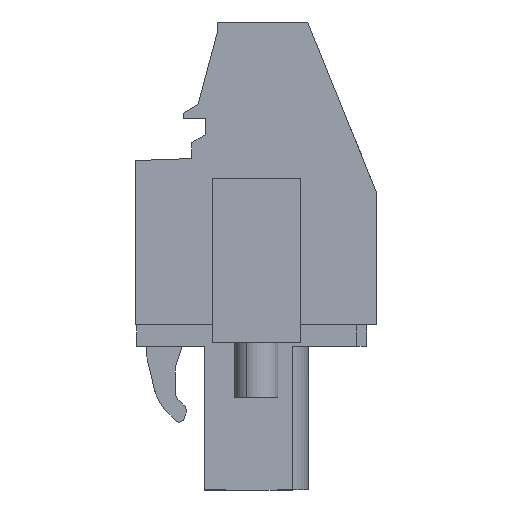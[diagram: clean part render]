
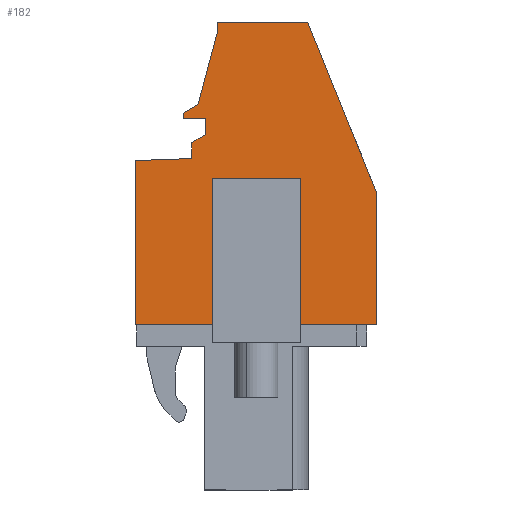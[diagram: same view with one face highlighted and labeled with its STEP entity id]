
A CAD part, left-side view. The second image highlights one B-rep face of the part: STEP entity #182.
In plain terms, the highlighted planar face has unit normal (-1, 0, 0).
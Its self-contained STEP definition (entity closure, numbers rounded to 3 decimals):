
#34=AXIS2_PLACEMENT_3D('Plane Axis2P3D',#31,#32,#33) ;
#31=CARTESIAN_POINT('Axis2P3D Location',(4.9,14.05,0.)) ;
#36=CARTESIAN_POINT('Line Origine',(4.9,9.54,13.849)) ;
#40=CARTESIAN_POINT('Vertex',(4.9,9.54,18.099)) ;
#42=CARTESIAN_POINT('Vertex',(4.9,9.54,9.599)) ;
#45=CARTESIAN_POINT('Line Origine',(4.9,6.99,18.099)) ;
#49=CARTESIAN_POINT('Vertex',(4.9,4.44,18.099)) ;
#52=CARTESIAN_POINT('Line Origine',(4.9,4.44,13.849)) ;
#56=CARTESIAN_POINT('Vertex',(4.9,4.44,9.599)) ;
#59=CARTESIAN_POINT('Line Origine',(4.9,2.22,9.599)) ;
#63=CARTESIAN_POINT('Vertex',(4.9,0.,9.599)) ;
#66=CARTESIAN_POINT('Line Origine',(4.9,0.,13.424)) ;
#70=CARTESIAN_POINT('Vertex',(4.9,0.,17.249)) ;
#73=CARTESIAN_POINT('Line Origine',(4.9,2.01,22.224)) ;
#77=CARTESIAN_POINT('Vertex',(4.9,4.02,27.199)) ;
#80=CARTESIAN_POINT('Line Origine',(4.9,6.639,27.199)) ;
#84=CARTESIAN_POINT('Vertex',(4.9,9.258,27.199)) ;
#87=CARTESIAN_POINT('Line Origine',(4.9,9.258,26.924)) ;
#91=CARTESIAN_POINT('Vertex',(4.9,9.258,26.649)) ;
#94=CARTESIAN_POINT('Line Origine',(4.9,9.828,24.524)) ;
#98=CARTESIAN_POINT('Vertex',(4.9,10.397,22.399)) ;
#101=CARTESIAN_POINT('Line Origine',(4.9,10.83,22.149)) ;
#105=CARTESIAN_POINT('Vertex',(4.9,11.263,21.899)) ;
#108=CARTESIAN_POINT('Line Origine',(4.9,11.263,21.749)) ;
#112=CARTESIAN_POINT('Vertex',(4.9,11.263,21.599)) ;
#115=CARTESIAN_POINT('Line Origine',(4.9,10.613,21.599)) ;
#119=CARTESIAN_POINT('Vertex',(4.9,9.963,21.599)) ;
#122=CARTESIAN_POINT('Line Origine',(4.9,9.963,21.124)) ;
#126=CARTESIAN_POINT('Vertex',(4.9,9.963,20.649)) ;
#129=CARTESIAN_POINT('Line Origine',(4.9,10.363,20.418)) ;
#133=CARTESIAN_POINT('Vertex',(4.9,10.763,20.187)) ;
#136=CARTESIAN_POINT('Line Origine',(4.9,10.763,19.724)) ;
#140=CARTESIAN_POINT('Vertex',(4.9,10.763,19.262)) ;
#143=CARTESIAN_POINT('Line Origine',(4.9,12.407,19.204)) ;
#147=CARTESIAN_POINT('Vertex',(4.9,14.05,19.147)) ;
#150=CARTESIAN_POINT('Line Origine',(4.9,14.05,14.373)) ;
#154=CARTESIAN_POINT('Vertex',(4.9,14.05,9.599)) ;
#157=CARTESIAN_POINT('Line Origine',(4.9,11.795,9.599)) ;
#32=DIRECTION('Axis2P3D Direction',(1.,0.,0.)) ;
#33=DIRECTION('Axis2P3D XDirection',(0.,0.,1.)) ;
#37=DIRECTION('Vector Direction',(0.,0.,-1.)) ;
#46=DIRECTION('Vector Direction',(0.,-1.,0.)) ;
#53=DIRECTION('Vector Direction',(0.,0.,-1.)) ;
#60=DIRECTION('Vector Direction',(0.,-1.,0.)) ;
#67=DIRECTION('Vector Direction',(0.,0.,1.)) ;
#74=DIRECTION('Vector Direction',(0.,-0.375,-0.927)) ;
#81=DIRECTION('Vector Direction',(0.,1.,0.)) ;
#88=DIRECTION('Vector Direction',(0.,0.,-1.)) ;
#95=DIRECTION('Vector Direction',(0.,0.259,-0.966)) ;
#102=DIRECTION('Vector Direction',(0.,0.866,-0.5)) ;
#109=DIRECTION('Vector Direction',(0.,0.,-1.)) ;
#116=DIRECTION('Vector Direction',(0.,-1.,0.)) ;
#123=DIRECTION('Vector Direction',(0.,0.,-1.)) ;
#130=DIRECTION('Vector Direction',(0.,0.866,-0.5)) ;
#137=DIRECTION('Vector Direction',(0.,0.,-1.)) ;
#144=DIRECTION('Vector Direction',(0.,0.999,-0.035)) ;
#151=DIRECTION('Vector Direction',(0.,0.,1.)) ;
#158=DIRECTION('Vector Direction',(0.,-1.,0.)) ;
#38=VECTOR('Line Direction',#37,1.) ;
#47=VECTOR('Line Direction',#46,1.) ;
#54=VECTOR('Line Direction',#53,1.) ;
#61=VECTOR('Line Direction',#60,1.) ;
#68=VECTOR('Line Direction',#67,1.) ;
#75=VECTOR('Line Direction',#74,1.) ;
#82=VECTOR('Line Direction',#81,1.) ;
#89=VECTOR('Line Direction',#88,1.) ;
#96=VECTOR('Line Direction',#95,1.) ;
#103=VECTOR('Line Direction',#102,1.) ;
#110=VECTOR('Line Direction',#109,1.) ;
#117=VECTOR('Line Direction',#116,1.) ;
#124=VECTOR('Line Direction',#123,1.) ;
#131=VECTOR('Line Direction',#130,1.) ;
#138=VECTOR('Line Direction',#137,1.) ;
#145=VECTOR('Line Direction',#144,1.) ;
#152=VECTOR('Line Direction',#151,1.) ;
#159=VECTOR('Line Direction',#158,1.) ;
#163=ORIENTED_EDGE('',*,*,#44,.F.) ;
#164=ORIENTED_EDGE('',*,*,#51,.F.) ;
#165=ORIENTED_EDGE('',*,*,#58,.T.) ;
#166=ORIENTED_EDGE('',*,*,#65,.F.) ;
#167=ORIENTED_EDGE('',*,*,#72,.F.) ;
#168=ORIENTED_EDGE('',*,*,#79,.F.) ;
#169=ORIENTED_EDGE('',*,*,#86,.F.) ;
#170=ORIENTED_EDGE('',*,*,#93,.F.) ;
#171=ORIENTED_EDGE('',*,*,#100,.F.) ;
#172=ORIENTED_EDGE('',*,*,#107,.F.) ;
#173=ORIENTED_EDGE('',*,*,#114,.F.) ;
#174=ORIENTED_EDGE('',*,*,#121,.F.) ;
#175=ORIENTED_EDGE('',*,*,#128,.F.) ;
#176=ORIENTED_EDGE('',*,*,#135,.F.) ;
#177=ORIENTED_EDGE('',*,*,#142,.F.) ;
#178=ORIENTED_EDGE('',*,*,#149,.F.) ;
#179=ORIENTED_EDGE('',*,*,#156,.F.) ;
#180=ORIENTED_EDGE('',*,*,#161,.F.) ;
#182=ADVANCED_FACE('1959200000',(#181),#35,.F.) ;
#44=EDGE_CURVE('',#41,#43,#39,.T.) ;
#51=EDGE_CURVE('',#50,#41,#48,.F.) ;
#58=EDGE_CURVE('',#50,#57,#55,.T.) ;
#65=EDGE_CURVE('',#64,#57,#62,.F.) ;
#72=EDGE_CURVE('',#71,#64,#69,.F.) ;
#79=EDGE_CURVE('',#78,#71,#76,.T.) ;
#86=EDGE_CURVE('',#85,#78,#83,.F.) ;
#93=EDGE_CURVE('',#92,#85,#90,.F.) ;
#100=EDGE_CURVE('',#99,#92,#97,.F.) ;
#107=EDGE_CURVE('',#106,#99,#104,.F.) ;
#114=EDGE_CURVE('',#113,#106,#111,.F.) ;
#121=EDGE_CURVE('',#120,#113,#118,.F.) ;
#128=EDGE_CURVE('',#127,#120,#125,.F.) ;
#135=EDGE_CURVE('',#134,#127,#132,.F.) ;
#142=EDGE_CURVE('',#141,#134,#139,.F.) ;
#149=EDGE_CURVE('',#148,#141,#146,.F.) ;
#156=EDGE_CURVE('',#155,#148,#153,.T.) ;
#161=EDGE_CURVE('',#43,#155,#160,.F.) ;
#162=EDGE_LOOP('',(#163,#164,#165,#166,#167,#168,#169,#170,#171,#172,#173,#174,#175,#176,#177,#178,#179,#180)) ;
#181=FACE_OUTER_BOUND('',#162,.T.) ;
#39=LINE('Line',#36,#38) ;
#48=LINE('Line',#45,#47) ;
#55=LINE('Line',#52,#54) ;
#62=LINE('Line',#59,#61) ;
#69=LINE('Line',#66,#68) ;
#76=LINE('Line',#73,#75) ;
#83=LINE('Line',#80,#82) ;
#90=LINE('Line',#87,#89) ;
#97=LINE('Line',#94,#96) ;
#104=LINE('Line',#101,#103) ;
#111=LINE('Line',#108,#110) ;
#118=LINE('Line',#115,#117) ;
#125=LINE('Line',#122,#124) ;
#132=LINE('Line',#129,#131) ;
#139=LINE('Line',#136,#138) ;
#146=LINE('Line',#143,#145) ;
#153=LINE('Line',#150,#152) ;
#160=LINE('Line',#157,#159) ;
#35=PLANE('',#34) ;
#41=VERTEX_POINT('',#40) ;
#43=VERTEX_POINT('',#42) ;
#50=VERTEX_POINT('',#49) ;
#57=VERTEX_POINT('',#56) ;
#64=VERTEX_POINT('',#63) ;
#71=VERTEX_POINT('',#70) ;
#78=VERTEX_POINT('',#77) ;
#85=VERTEX_POINT('',#84) ;
#92=VERTEX_POINT('',#91) ;
#99=VERTEX_POINT('',#98) ;
#106=VERTEX_POINT('',#105) ;
#113=VERTEX_POINT('',#112) ;
#120=VERTEX_POINT('',#119) ;
#127=VERTEX_POINT('',#126) ;
#134=VERTEX_POINT('',#133) ;
#141=VERTEX_POINT('',#140) ;
#148=VERTEX_POINT('',#147) ;
#155=VERTEX_POINT('',#154) ;
